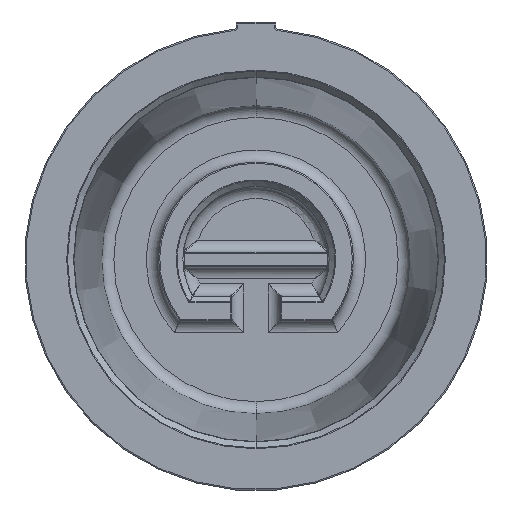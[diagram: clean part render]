
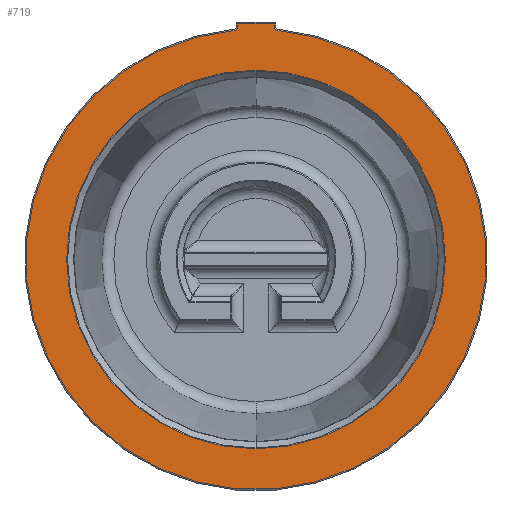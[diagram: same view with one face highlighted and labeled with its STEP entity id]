
A CAD part, front view. The second image highlights one B-rep face of the part: STEP entity #719.
In plain terms, the highlighted planar face has unit normal (0, -1, 0).
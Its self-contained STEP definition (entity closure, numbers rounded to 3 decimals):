
#598 = VERTEX_POINT ( 'NONE', #7603 ) ;
#618 = VERTEX_POINT ( 'NONE', #7807 ) ;
#619 = VERTEX_POINT ( 'NONE', #7808 ) ;
#620 = VERTEX_POINT ( 'NONE', #7809 ) ;
#621 = VERTEX_POINT ( 'NONE', #7810 ) ;
#641 = VERTEX_POINT ( 'NONE', #7830 ) ;
#679 = VERTEX_POINT ( 'NONE', #7868 ) ;
#684 = VERTEX_POINT ( 'NONE', #7873 ) ;
#685 = VERTEX_POINT ( 'NONE', #7874 ) ;
#719 = ADVANCED_FACE ( 'NONE', ( #6046, #6048 ), #7974, .F. ) ;
#1202 = EDGE_CURVE ( 'NONE', #620, #619, #11544, .T. ) ;
#1203 = EDGE_CURVE ( 'NONE', #679, #641, #7770, .T. ) ;
#1204 = EDGE_CURVE ( 'NONE', #679, #685, #11542, .T. ) ;
#1205 = EDGE_CURVE ( 'NONE', #684, #685, #7771, .T. ) ;
#1206 = EDGE_CURVE ( 'NONE', #684, #598, #11539, .T. ) ;
#1207 = EDGE_CURVE ( 'NONE', #598, #618, #11545, .T. ) ;
#1208 = EDGE_CURVE ( 'NONE', #621, #641, #11548, .T. ) ;
#1991 = EDGE_LOOP ( 'NONE', ( #2825, #2826 ) ) ;
#1993 = EDGE_LOOP ( 'NONE', ( #2827, #2828, #2829, #2830, #2831, #2832, #2833 ) ) ;
#2825 = ORIENTED_EDGE ( 'NONE', *, *, #21217, .T. ) ;
#2826 = ORIENTED_EDGE ( 'NONE', *, *, #1202, .T. ) ;
#2827 = ORIENTED_EDGE ( 'NONE', *, *, #1203, .F. ) ;
#2828 = ORIENTED_EDGE ( 'NONE', *, *, #1204, .T. ) ;
#2829 = ORIENTED_EDGE ( 'NONE', *, *, #1205, .F. ) ;
#2830 = ORIENTED_EDGE ( 'NONE', *, *, #1206, .T. ) ;
#2831 = ORIENTED_EDGE ( 'NONE', *, *, #1207, .T. ) ;
#2832 = ORIENTED_EDGE ( 'NONE', *, *, #21219, .T. ) ;
#2833 = ORIENTED_EDGE ( 'NONE', *, *, #1208, .T. ) ;
#6046 = FACE_BOUND ( 'NONE', #1991, .T. ) ;
#6048 = FACE_OUTER_BOUND ( 'NONE', #1993, .T. ) ;
#6177 = AXIS2_PLACEMENT_3D ( 'NONE', #7973, #7972, #7976 ) ;
#7603 = CARTESIAN_POINT ( 'NONE',  ( 0.77, 0., 9.666 ) ) ;
#7770 = B_SPLINE_CURVE_WITH_KNOTS ( 'NONE', 3,
 ( #13046, #13045, #13051, #13052, #13053, #13054, #13055, #13056, #13057, #13058, #13059, #13060, #13061, #13062, #13063, #13064 ),
 .UNSPECIFIED., .F., .F.,
 ( 4, 3, 3, 3, 3, 4 ),
 ( 0., 0., 0., 0., 0., 0. ),
 .UNSPECIFIED. ) ;
#7771 = B_SPLINE_CURVE_WITH_KNOTS ( 'NONE', 3,
 ( #13065, #13066, #13072, #13073, #13074, #13075, #13076, #13077, #13078, #13079, #13080, #13081, #13082, #13083, #13084, #13085 ),
 .UNSPECIFIED., .F., .F.,
 ( 4, 3, 3, 3, 3, 4 ),
 ( 0., 0., 0., 0., 0., 0. ),
 .UNSPECIFIED. ) ;
#7807 = CARTESIAN_POINT ( 'NONE',  ( 0., 0., 9.696 ) ) ;
#7808 = CARTESIAN_POINT ( 'NONE',  ( 0., 0., 7.771 ) ) ;
#7809 = CARTESIAN_POINT ( 'NONE',  ( 0., 0., -7.771 ) ) ;
#7810 = CARTESIAN_POINT ( 'NONE',  ( -0.77, 0., 9.666 ) ) ;
#7830 = CARTESIAN_POINT ( 'NONE',  ( -0.77, 0., 9.506 ) ) ;
#7868 = CARTESIAN_POINT ( 'NONE',  ( -0.861, 0., 9.406 ) ) ;
#7873 = CARTESIAN_POINT ( 'NONE',  ( 0.77, 0., 9.506 ) ) ;
#7874 = CARTESIAN_POINT ( 'NONE',  ( 0.861, 0., 9.406 ) ) ;
#7972 = DIRECTION ( 'NONE',  ( 0., 1., 0. ) ) ;
#7973 = CARTESIAN_POINT ( 'NONE',  ( 0., 0., 0. ) ) ;
#7974 = PLANE ( 'NONE',  #6177 ) ;
#7976 = DIRECTION ( 'NONE',  ( 0., 0., 1. ) ) ;
#11539 = LINE ( 'NONE', #13071, #11547 ) ;
#11542 = CIRCLE ( 'NONE', #12477, 9.445 ) ;
#11544 = CIRCLE ( 'NONE', #12476, 7.771 ) ;
#11545 = CIRCLE ( 'NONE', #12478, 9.696 ) ;
#11547 = VECTOR ( 'NONE', #13086, 1000. ) ;
#11548 = LINE ( 'NONE', #13067, #11550 ) ;
#11550 = VECTOR ( 'NONE', #13047, 1000. ) ;
#12476 = AXIS2_PLACEMENT_3D ( 'NONE', #13048, #13049, #13050 ) ;
#12477 = AXIS2_PLACEMENT_3D ( 'NONE', #13068, #13069, #13070 ) ;
#12478 = AXIS2_PLACEMENT_3D ( 'NONE', #13089, #13090, #13091 ) ;
#13045 = CARTESIAN_POINT ( 'NONE',  ( -0.857, 0., 9.407 ) ) ;
#13046 = CARTESIAN_POINT ( 'NONE',  ( -0.861, 0., 9.406 ) ) ;
#13047 = DIRECTION ( 'NONE',  ( 0., 0., -1. ) ) ;
#13048 = CARTESIAN_POINT ( 'NONE',  ( 0., 0., 0. ) ) ;
#13049 = DIRECTION ( 'NONE',  ( 0., 1., 0. ) ) ;
#13050 = DIRECTION ( 'NONE',  ( 0., 0., 1. ) ) ;
#13051 = CARTESIAN_POINT ( 'NONE',  ( -0.853, 0., 9.407 ) ) ;
#13052 = CARTESIAN_POINT ( 'NONE',  ( -0.848, 0., 9.408 ) ) ;
#13053 = CARTESIAN_POINT ( 'NONE',  ( -0.837, 0., 9.41 ) ) ;
#13054 = CARTESIAN_POINT ( 'NONE',  ( -0.827, 0., 9.415 ) ) ;
#13055 = CARTESIAN_POINT ( 'NONE',  ( -0.817, 0., 9.421 ) ) ;
#13056 = CARTESIAN_POINT ( 'NONE',  ( -0.808, 0., 9.427 ) ) ;
#13057 = CARTESIAN_POINT ( 'NONE',  ( -0.799, 0., 9.434 ) ) ;
#13058 = CARTESIAN_POINT ( 'NONE',  ( -0.792, 0., 9.443 ) ) ;
#13059 = CARTESIAN_POINT ( 'NONE',  ( -0.785, 0., 9.452 ) ) ;
#13060 = CARTESIAN_POINT ( 'NONE',  ( -0.779, 0., 9.462 ) ) ;
#13061 = CARTESIAN_POINT ( 'NONE',  ( -0.776, 0., 9.473 ) ) ;
#13062 = CARTESIAN_POINT ( 'NONE',  ( -0.772, 0., 9.483 ) ) ;
#13063 = CARTESIAN_POINT ( 'NONE',  ( -0.77, 0., 9.495 ) ) ;
#13064 = CARTESIAN_POINT ( 'NONE',  ( -0.77, 0., 9.506 ) ) ;
#13065 = CARTESIAN_POINT ( 'NONE',  ( 0.77, 0., 9.506 ) ) ;
#13066 = CARTESIAN_POINT ( 'NONE',  ( 0.77, 0., 9.502 ) ) ;
#13067 = CARTESIAN_POINT ( 'NONE',  ( -0.77, 0., 9.465 ) ) ;
#13068 = CARTESIAN_POINT ( 'NONE',  ( 0., 0., 0. ) ) ;
#13069 = DIRECTION ( 'NONE',  ( 0., -1., 0. ) ) ;
#13070 = DIRECTION ( 'NONE',  ( 0., 0., 1. ) ) ;
#13071 = CARTESIAN_POINT ( 'NONE',  ( 0.77, 0., 0. ) ) ;
#13072 = CARTESIAN_POINT ( 'NONE',  ( 0.77, 0., 9.497 ) ) ;
#13073 = CARTESIAN_POINT ( 'NONE',  ( 0.771, 0., 9.493 ) ) ;
#13074 = CARTESIAN_POINT ( 'NONE',  ( 0.772, 0., 9.482 ) ) ;
#13075 = CARTESIAN_POINT ( 'NONE',  ( 0.776, 0., 9.471 ) ) ;
#13076 = CARTESIAN_POINT ( 'NONE',  ( 0.781, 0., 9.461 ) ) ;
#13077 = CARTESIAN_POINT ( 'NONE',  ( 0.786, 0., 9.451 ) ) ;
#13078 = CARTESIAN_POINT ( 'NONE',  ( 0.793, 0., 9.441 ) ) ;
#13079 = CARTESIAN_POINT ( 'NONE',  ( 0.801, 0., 9.434 ) ) ;
#13080 = CARTESIAN_POINT ( 'NONE',  ( 0.809, 0., 9.426 ) ) ;
#13081 = CARTESIAN_POINT ( 'NONE',  ( 0.818, 0., 9.419 ) ) ;
#13082 = CARTESIAN_POINT ( 'NONE',  ( 0.829, 0., 9.415 ) ) ;
#13083 = CARTESIAN_POINT ( 'NONE',  ( 0.839, 0., 9.41 ) ) ;
#13084 = CARTESIAN_POINT ( 'NONE',  ( 0.85, 0., 9.407 ) ) ;
#13085 = CARTESIAN_POINT ( 'NONE',  ( 0.861, 0., 9.406 ) ) ;
#13086 = DIRECTION ( 'NONE',  ( 0., 0., 1. ) ) ;
#13089 = CARTESIAN_POINT ( 'NONE',  ( 0., 0., 0. ) ) ;
#13090 = DIRECTION ( 'NONE',  ( 0., -1., 0. ) ) ;
#13091 = DIRECTION ( 'NONE',  ( 0., 0., 1. ) ) ;
#18331 = CIRCLE ( 'NONE', #21168, 7.771 ) ;
#18333 = CIRCLE ( 'NONE', #21170, 9.696 ) ;
#20969 = CARTESIAN_POINT ( 'NONE',  ( 0., 0., 0. ) ) ;
#20970 = DIRECTION ( 'NONE',  ( 0., 1., 0. ) ) ;
#20971 = DIRECTION ( 'NONE',  ( 0., 0., 1. ) ) ;
#20975 = CARTESIAN_POINT ( 'NONE',  ( 0., 0., 0. ) ) ;
#20976 = DIRECTION ( 'NONE',  ( 0., -1., 0. ) ) ;
#20977 = DIRECTION ( 'NONE',  ( 0., 0., 1. ) ) ;
#21168 = AXIS2_PLACEMENT_3D ( 'NONE', #20969, #20970, #20971 ) ;
#21170 = AXIS2_PLACEMENT_3D ( 'NONE', #20975, #20976, #20977 ) ;
#21217 = EDGE_CURVE ( 'NONE', #619, #620, #18331, .T. ) ;
#21219 = EDGE_CURVE ( 'NONE', #618, #621, #18333, .T. ) ;
